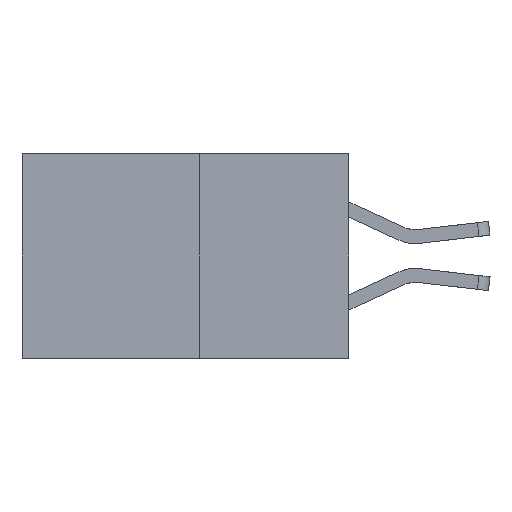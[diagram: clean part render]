
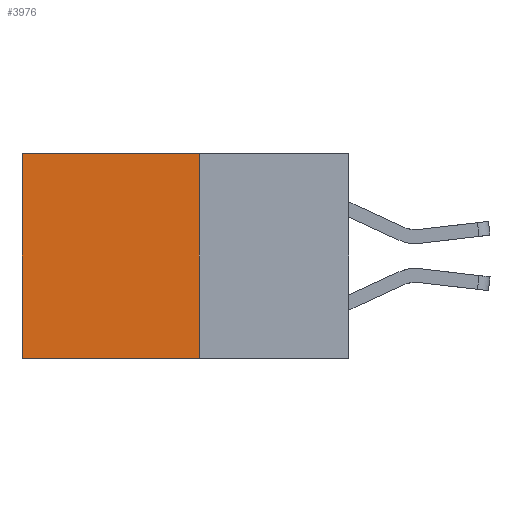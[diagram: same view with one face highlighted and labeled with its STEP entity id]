
A CAD part, left-side view. The second image highlights one B-rep face of the part: STEP entity #3976.
In plain terms, the highlighted planar face has unit normal (-1, 0, 0).
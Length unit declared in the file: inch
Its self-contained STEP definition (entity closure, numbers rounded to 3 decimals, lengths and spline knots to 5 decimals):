
#77 = ORIENTED_EDGE ( 'NONE', *, *, #6096, .T. ) ;
#206 = DIRECTION ( 'NONE',  ( 0., 0., -1. ) ) ;
#576 = VECTOR ( 'NONE', #206, 39.37008 ) ;
#780 = PLANE ( 'NONE',  #3833 ) ;
#792 = LINE ( 'NONE', #5543, #4463 ) ;
#989 = CARTESIAN_POINT ( 'NONE',  ( 0.277, 0.27, -0.37 ) ) ;
#1576 = VECTOR ( 'NONE', #7239, 39.37008 ) ;
#1613 = DIRECTION ( 'NONE',  ( 1., 0., 0. ) ) ;
#1654 = VERTEX_POINT ( 'NONE', #7548 ) ;
#1685 = DIRECTION ( 'NONE',  ( 0., 0., -1. ) ) ;
#2396 = DIRECTION ( 'NONE',  ( 0., 1., 0. ) ) ;
#2815 = CARTESIAN_POINT ( 'NONE',  ( 0.277, 0.59, -0.37 ) ) ;
#2893 = VERTEX_POINT ( 'NONE', #7039 ) ;
#3480 = EDGE_CURVE ( 'NONE', #2893, #5089, #5402, .T. ) ;
#3513 = ORIENTED_EDGE ( 'NONE', *, *, #3480, .F. ) ;
#3741 = FACE_OUTER_BOUND ( 'NONE', #7067, .T. ) ;
#3833 = AXIS2_PLACEMENT_3D ( 'NONE', #8736, #1613, #1685 ) ;
#3920 = CARTESIAN_POINT ( 'NONE',  ( 0.277, 0.59, -0.37 ) ) ;
#3976 = ADVANCED_FACE ( 'NONE', ( #3741 ), #780, .F. ) ;
#4463 = VECTOR ( 'NONE', #6272, 39.37008 ) ;
#4524 = ORIENTED_EDGE ( 'NONE', *, *, #6541, .F. ) ;
#5089 = VERTEX_POINT ( 'NONE', #2815 ) ;
#5135 = VECTOR ( 'NONE', #2396, 39.37008 ) ;
#5244 = CARTESIAN_POINT ( 'NONE',  ( 0.277, 0.27, 0. ) ) ;
#5402 = LINE ( 'NONE', #989, #1576 ) ;
#5465 = VERTEX_POINT ( 'NONE', #8263 ) ;
#5543 = CARTESIAN_POINT ( 'NONE',  ( 0.277, 0.27, -0.37 ) ) ;
#5666 = ORIENTED_EDGE ( 'NONE', *, *, #6031, .T. ) ;
#6031 = EDGE_CURVE ( 'NONE', #1654, #5465, #7057, .T. ) ;
#6096 = EDGE_CURVE ( 'NONE', #5465, #5089, #8491, .T. ) ;
#6272 = DIRECTION ( 'NONE',  ( 0., 0., -1. ) ) ;
#6541 = EDGE_CURVE ( 'NONE', #1654, #2893, #792, .T. ) ;
#7039 = CARTESIAN_POINT ( 'NONE',  ( 0.277, 0.27, -0.37 ) ) ;
#7057 = LINE ( 'NONE', #5244, #5135 ) ;
#7067 = EDGE_LOOP ( 'NONE', ( #77, #3513, #4524, #5666 ) ) ;
#7239 = DIRECTION ( 'NONE',  ( 0., 1., 0. ) ) ;
#7548 = CARTESIAN_POINT ( 'NONE',  ( 0.277, 0.27, 0. ) ) ;
#8263 = CARTESIAN_POINT ( 'NONE',  ( 0.277, 0.59, 0. ) ) ;
#8491 = LINE ( 'NONE', #3920, #576 ) ;
#8736 = CARTESIAN_POINT ( 'NONE',  ( 0.277, 0.27, -0.37 ) ) ;
